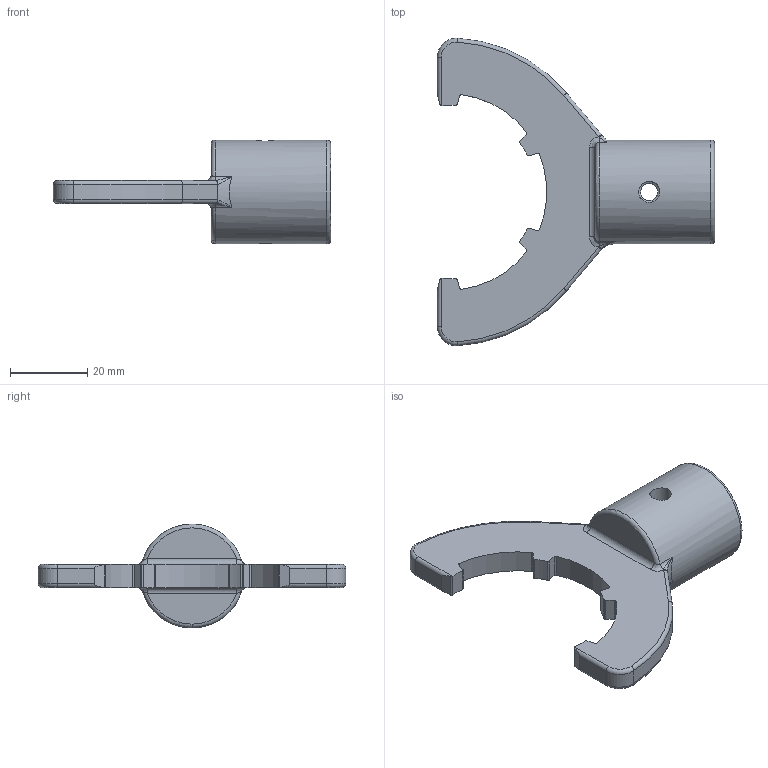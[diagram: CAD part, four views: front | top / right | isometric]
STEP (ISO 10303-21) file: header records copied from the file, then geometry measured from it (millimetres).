
FILE_DESCRIPTION(/* description */ ('Alibre Inc.'),/* implementation_level */ '2;1');
FILE_NAME(/* name */ 'export-B69551A2-4981-46BC-9001-F21F1EF096E1',/* time_stamp */ '2023-12-02T16:18:46+01:00',/* author */ (''),/* organization */ (''),/* preprocessor_version */ 'ST-DEVELOPER v17',/* originating_system */ 'Alibre',/* authorisation */ '');
FILE_SCHEMA (('AUTOMOTIVE_DESIGN'));
Length unit declared in the file: millimetre
Products named in the file (1): 1
Bounding box: 72 x 79.86 x 27 mm (x, y, z)
Volume: 21805.8 mm3; surface area: 9387.9 mm2
Topology: 1 solids, 1 shells, 93 faces, 245 edges, 150 vertices
Faces by surface type: cylinder 46, plane 17, bspline 15, torus 12, cone 3
Full cylindrical faces by diameter (mm): 4.5 x1, 5.5 x2, 16 x1, 27 x1
Entity records: 4671 total; most frequent: CARTESIAN_POINT 2354, ORIENTED_EDGE 484, DIRECTION 443, EDGE_CURVE 242, AXIS2_PLACEMENT_3D 194, VERTEX_POINT 150, CIRCLE 105, EDGE_LOOP 96
